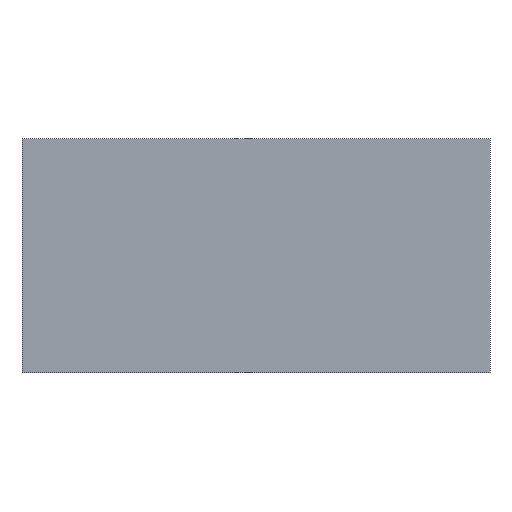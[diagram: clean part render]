
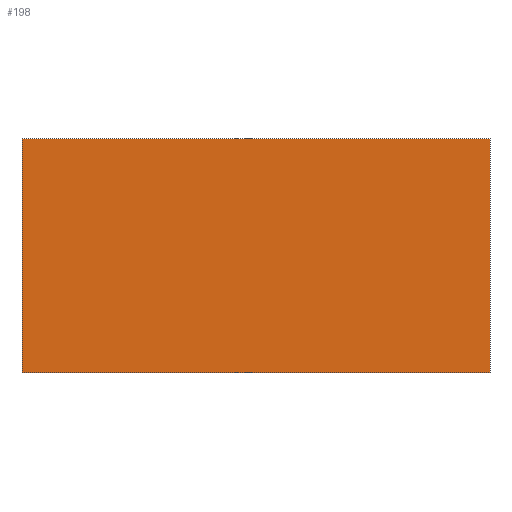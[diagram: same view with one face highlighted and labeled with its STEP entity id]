
A CAD part, front view. The second image highlights one B-rep face of the part: STEP entity #198.
In plain terms, the highlighted planar face has unit normal (0, -1, 0).
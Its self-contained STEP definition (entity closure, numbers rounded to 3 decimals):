
#26=FACE_OUTER_BOUND('',#38,.T.);
#38=EDGE_LOOP('',(#171,#172,#173,#174));
#57=LINE('',#318,#81);
#59=LINE('',#322,#83);
#61=LINE('',#326,#85);
#62=LINE('',#328,#86);
#81=VECTOR('',#263,10.);
#83=VECTOR('',#267,10.);
#85=VECTOR('',#271,10.);
#86=VECTOR('',#274,10.);
#99=VERTEX_POINT('',#314);
#100=VERTEX_POINT('',#316);
#101=VERTEX_POINT('',#320);
#102=VERTEX_POINT('',#324);
#121=EDGE_CURVE('',#99,#100,#57,.T.);
#123=EDGE_CURVE('',#101,#99,#59,.T.);
#125=EDGE_CURVE('',#102,#101,#61,.T.);
#126=EDGE_CURVE('',#100,#102,#62,.T.);
#171=ORIENTED_EDGE('',*,*,#126,.T.);
#172=ORIENTED_EDGE('',*,*,#125,.T.);
#173=ORIENTED_EDGE('',*,*,#123,.T.);
#174=ORIENTED_EDGE('',*,*,#121,.T.);
#186=PLANE('',#226);
#198=ADVANCED_FACE('',(#26),#186,.T.);
#226=AXIS2_PLACEMENT_3D('',#329,#275,#276);
#263=DIRECTION('',(-1.,0.,0.));
#267=DIRECTION('',(0.,0.,1.));
#271=DIRECTION('',(1.,0.,0.));
#274=DIRECTION('',(0.,0.,-1.));
#275=DIRECTION('center_axis',(0.,-1.,0.));
#276=DIRECTION('ref_axis',(0.,0.,-1.));
#314=CARTESIAN_POINT('',(42.,-1.,21.));
#316=CARTESIAN_POINT('',(0.,-1.,21.));
#318=CARTESIAN_POINT('',(0.,-1.,21.));
#320=CARTESIAN_POINT('',(42.,-1.,0.));
#322=CARTESIAN_POINT('',(42.,-1.,21.));
#324=CARTESIAN_POINT('',(0.,-1.,0.));
#326=CARTESIAN_POINT('',(42.,-1.,0.));
#328=CARTESIAN_POINT('',(0.,-1.,0.));
#329=CARTESIAN_POINT('Origin',(21.,-1.,10.5));
